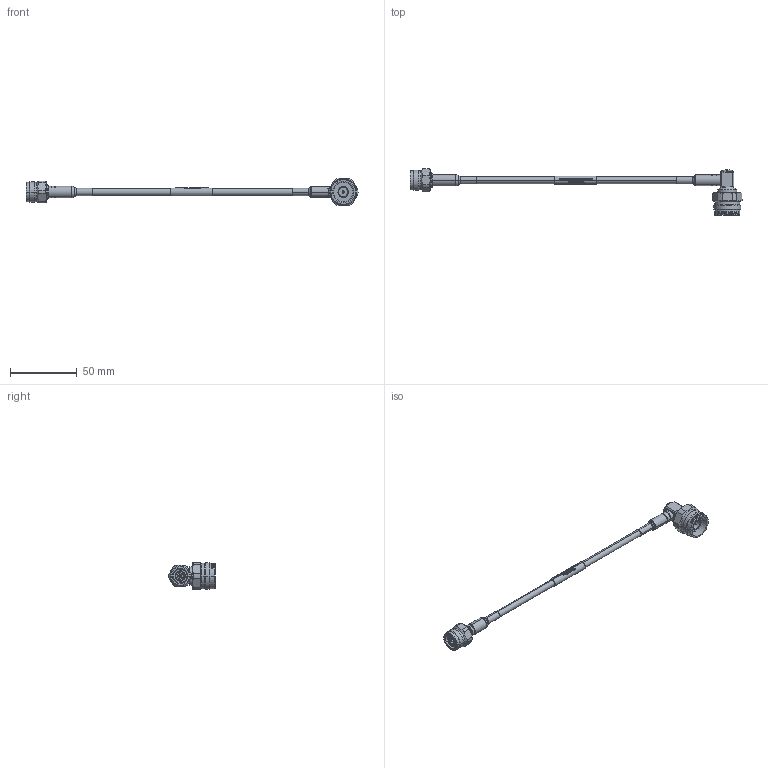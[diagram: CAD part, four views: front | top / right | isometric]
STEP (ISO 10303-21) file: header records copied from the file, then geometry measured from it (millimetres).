
FILE_DESCRIPTION (( 'STEP AP214' ), '1' );
FILE_NAME ('FMCA100149_3D.step', '2024-08-20T16:56:03', ( '' ), ( '' ), 'SwSTEP 2.0', 'SolidWorks 2022', '' );
FILE_SCHEMA (( 'AUTOMOTIVE_DESIGN' ));
Length unit declared in the file: inch
Products named in the file (12): Copy of TC-195-NMH-RA-D_body^TC-195-NMH-RA-D_FMCA100149; TCOM-195-240-400-600 for cable assy^FMCA100149_TCOM-195; Copy of TC-195-TM-X_body^TC-195-TM-X_FMCA100149; TC-195-NMH-RA-D^FMCA100149; Copy of TC-195-NMH-RA-D_ferrule^TC-195-NMH-RA-D_FMCA100149; TC-195-TM-X^FMCA100149; Copy of TC-195-TM-X_ferrule^TC-195-TM-X_FMCA100149; FMCA100149_3D; Copy of TC-195-TM-X_c-contact^TC-195-TM-X_FMCA100149; FM Cable Assy Label^FMCA100149_D_195; Copy of TC-195-TM-X_insulator^TC-195-TM-X_FMCA100149; Copy of TC-195-NMH-RA-D_cap^TC-195-NMH-RA-D_FMCA100149
Assembly tree (11 placements, depth 3):
  FMCA100149_3D
    TCOM-195-240-400-600 for cable assy^FMCA100149_TCOM-195
    TC-195-NMH-RA-D^FMCA100149
      Copy of TC-195-NMH-RA-D_body^TC-195-NMH-RA-D_FMCA100149
      Copy of TC-195-NMH-RA-D_cap^TC-195-NMH-RA-D_FMCA100149
      Copy of TC-195-NMH-RA-D_ferrule^TC-195-NMH-RA-D_FMCA100149
    TC-195-TM-X^FMCA100149
      Copy of TC-195-TM-X_body^TC-195-TM-X_FMCA100149
      Copy of TC-195-TM-X_c-contact^TC-195-TM-X_FMCA100149
      Copy of TC-195-TM-X_insulator^TC-195-TM-X_FMCA100149
      Copy of TC-195-TM-X_ferrule^TC-195-TM-X_FMCA100149
    FM Cable Assy Label^FMCA100149_D_195
Bounding box: 248.5 x 34.79 x 20.57 mm (x, y, z)
Volume: 13210.6 mm3; surface area: 15287.6 mm2
Topology: 10 solids, 14 shells, 1515 faces, 3880 edges, 2512 vertices
Faces by surface type: plane 876, bspline 229, cylinder 203, cone 177, torus 30
Entity records: 56228 total; most frequent: CARTESIAN_POINT 21596, ORIENTED_EDGE 7748, DIRECTION 6132, EDGE_CURVE 3874, VERTEX_POINT 2512, VECTOR 2054, LINE 2054, AXIS2_PLACEMENT_3D 2039
